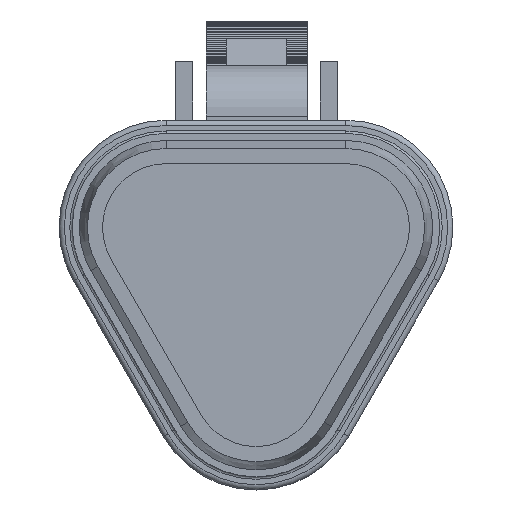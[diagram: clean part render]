
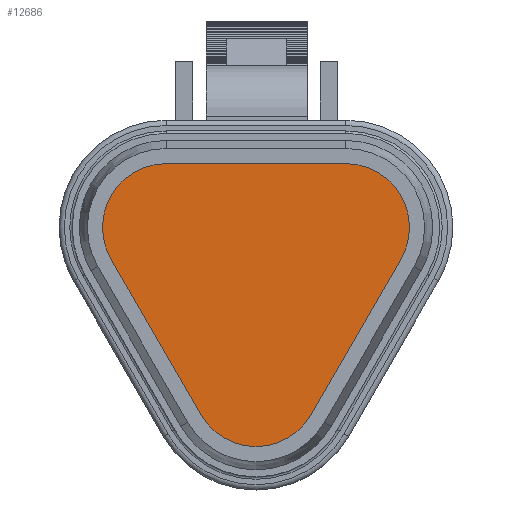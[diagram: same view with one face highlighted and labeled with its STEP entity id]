
A CAD part, front view. The second image highlights one B-rep face of the part: STEP entity #12686.
In plain terms, the highlighted planar face has unit normal (0, -1, 0).
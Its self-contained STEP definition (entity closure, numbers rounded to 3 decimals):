
#1=CARTESIAN_POINT('',(4.417,0.,2.583));
#2=DIRECTION('',(0.,1.,0.));
#3=DIRECTION('',(0.,0.,1.));
#4=AXIS2_PLACEMENT_3D('',#1,#2,#3);
#6=DIRECTION('',(-0.5,0.,-0.866));
#7=VECTOR('',#6,8.891);
#8=CARTESIAN_POINT('',(7.145,0.,1.008));
#9=LINE('',#8,#7);
#10=CARTESIAN_POINT('',(-0.028,0.,-5.117));
#11=DIRECTION('',(0.,1.,0.));
#12=DIRECTION('',(0.866,0.,-0.5));
#13=AXIS2_PLACEMENT_3D('',#10,#11,#12);
#15=DIRECTION('',(-0.5,0.,0.866));
#16=VECTOR('',#15,8.891);
#17=CARTESIAN_POINT('',(-2.756,0.,-6.692));
#18=LINE('',#17,#16);
#19=CARTESIAN_POINT('',(-4.474,0.,2.583));
#20=DIRECTION('',(0.,1.,0.));
#21=DIRECTION('',(-0.866,0.,-0.5));
#22=AXIS2_PLACEMENT_3D('',#19,#20,#21);
#24=DIRECTION('',(1.,0.,0.));
#25=VECTOR('',#24,8.891);
#26=CARTESIAN_POINT('',(-4.474,0.,5.733));
#27=LINE('',#26,#25);
#12019=CARTESIAN_POINT('',(-2.756,0.,-6.692));
#12020=CARTESIAN_POINT('',(-7.202,0.,1.008));
#12021=VERTEX_POINT('',#12019);
#12022=VERTEX_POINT('',#12020);
#12023=CARTESIAN_POINT('',(-4.474,0.,5.733));
#12024=VERTEX_POINT('',#12023);
#12025=CARTESIAN_POINT('',(4.417,0.,5.733));
#12026=VERTEX_POINT('',#12025);
#12027=CARTESIAN_POINT('',(7.145,0.,1.008));
#12028=VERTEX_POINT('',#12027);
#12029=CARTESIAN_POINT('',(2.7,0.,-6.692));
#12030=VERTEX_POINT('',#12029);
#12667=CARTESIAN_POINT('',(0.,0.,0.));
#12668=DIRECTION('',(0.,1.,0.));
#12669=DIRECTION('',(1.,0.,0.));
#12670=AXIS2_PLACEMENT_3D('',#12667,#12668,#12669);
#12671=PLANE('',#12670);
#12673=ORIENTED_EDGE('',*,*,#12672,.T.);
#12675=ORIENTED_EDGE('',*,*,#12674,.T.);
#12677=ORIENTED_EDGE('',*,*,#12676,.T.);
#12679=ORIENTED_EDGE('',*,*,#12678,.T.);
#12681=ORIENTED_EDGE('',*,*,#12680,.T.);
#12683=ORIENTED_EDGE('',*,*,#12682,.T.);
#12684=EDGE_LOOP('',(#12673,#12675,#12677,#12679,#12681,#12683));
#12685=FACE_OUTER_BOUND('',#12684,.F.);
#12686=ADVANCED_FACE('',(#12685),#12671,.F.);
#5=CIRCLE('',#4,3.15);
#14=CIRCLE('',#13,3.15);
#23=CIRCLE('',#22,3.15);
#12672=EDGE_CURVE('',#12026,#12028,#5,.T.);
#12674=EDGE_CURVE('',#12028,#12030,#9,.T.);
#12676=EDGE_CURVE('',#12030,#12021,#14,.T.);
#12678=EDGE_CURVE('',#12021,#12022,#18,.T.);
#12680=EDGE_CURVE('',#12022,#12024,#23,.T.);
#12682=EDGE_CURVE('',#12024,#12026,#27,.T.);
